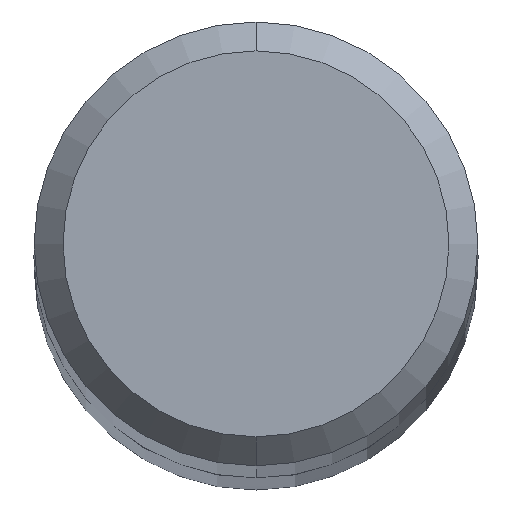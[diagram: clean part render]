
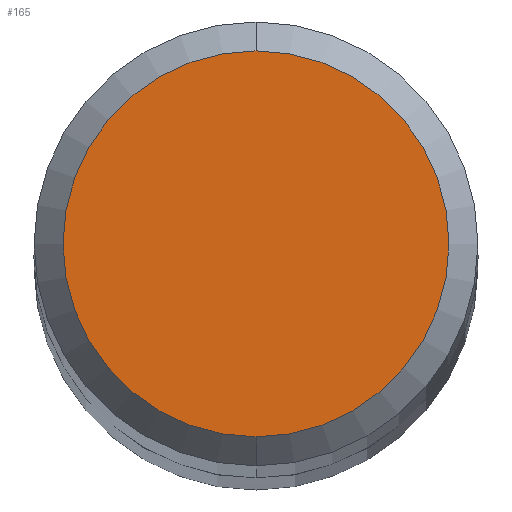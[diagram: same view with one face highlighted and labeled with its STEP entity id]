
A CAD part, top view. The second image highlights one B-rep face of the part: STEP entity #165.
In plain terms, the highlighted planar face has unit normal (0, 0, 1).
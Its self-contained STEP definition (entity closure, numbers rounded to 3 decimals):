
#165=ADVANCED_FACE('',(#442),#443,.T.);
#175=VERTEX_POINT('',#453);
#267=EDGE_CURVE('',#291,#175,#554,.T.);
#291=VERTEX_POINT('',#580);
#329=EDGE_CURVE('',#175,#291,#621,.T.);
#442=FACE_OUTER_BOUND('',#735,.T.);
#443=PLANE('',#736);
#453=CARTESIAN_POINT('',(0.0,2.0,0.0));
#554=CIRCLE('',#985,2.0);
#580=CARTESIAN_POINT('',(0.,-2.0,0.0));
#621=CIRCLE('',#1146,2.0);
#735=EDGE_LOOP('',(#1328,#1329));
#736=AXIS2_PLACEMENT_3D('',#1330,#1331,#1332);
#985=AXIS2_PLACEMENT_3D('',#1433,#1434,#1435);
#1146=AXIS2_PLACEMENT_3D('',#1503,#1504,#1505);
#1328=ORIENTED_EDGE('',*,*,#329,.F.);
#1329=ORIENTED_EDGE('',*,*,#267,.F.);
#1330=CARTESIAN_POINT('',(0.0,1.0,0.0));
#1331=DIRECTION('',(-0.0,0.0,1.0));
#1332=DIRECTION('',(0.0,-1.0,0.0));
#1433=CARTESIAN_POINT('',(0.0,0.0,0.0));
#1434=DIRECTION('',(0.0,0.0,-1.0));
#1435=DIRECTION('',(0.0,1.0,0.0));
#1503=CARTESIAN_POINT('',(0.0,0.0,0.0));
#1504=DIRECTION('',(0.0,0.0,-1.0));
#1505=DIRECTION('',(0.0,1.0,0.0));
